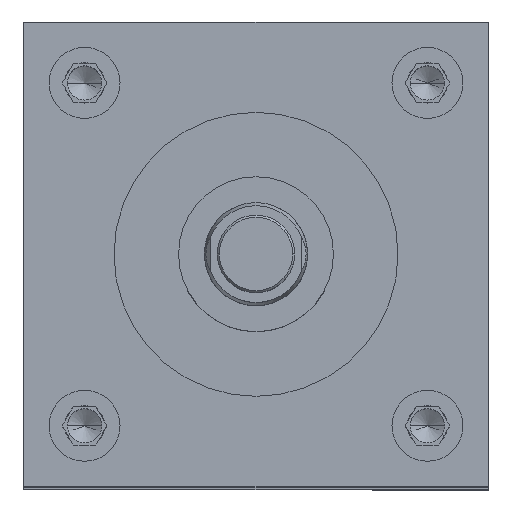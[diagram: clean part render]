
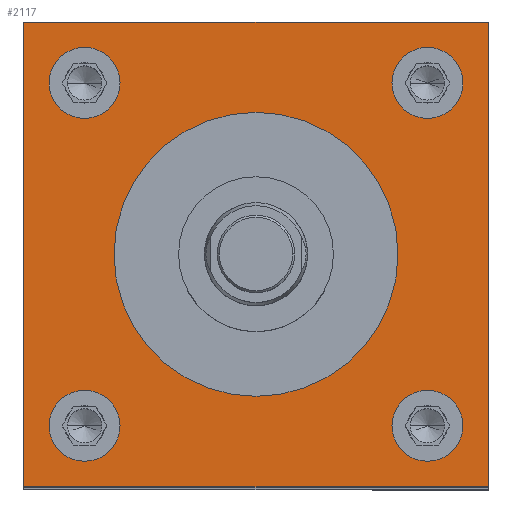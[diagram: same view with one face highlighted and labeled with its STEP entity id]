
A CAD part, top view. The second image highlights one B-rep face of the part: STEP entity #2117.
In plain terms, the highlighted planar face has unit normal (0, 0, 1).
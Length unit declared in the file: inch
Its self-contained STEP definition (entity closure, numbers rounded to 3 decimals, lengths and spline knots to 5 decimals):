
#8 = DIRECTION ( 'NONE',  ( 0., 0., 1. ) ) ;
#43 = EDGE_CURVE ( 'NONE', #2098, #4626, #5012, .T. ) ;
#63 = CARTESIAN_POINT ( 'NONE',  ( -2.25, -2.25, 18.25 ) ) ;
#78 = DIRECTION ( 'NONE',  ( 0., 0., 1. ) ) ;
#258 = EDGE_LOOP ( 'NONE', ( #935, #5765 ) ) ;
#293 = CARTESIAN_POINT ( 'NONE',  ( 1.66, 1.66, 18.25 ) ) ;
#321 = FACE_BOUND ( 'NONE', #258, .T. ) ;
#387 = CARTESIAN_POINT ( 'NONE',  ( -1.66, 1.66, 18.25 ) ) ;
#390 = DIRECTION ( 'NONE',  ( 1., 0., 0. ) ) ;
#458 = AXIS2_PLACEMENT_3D ( 'NONE', #6087, #5794, #1898 ) ;
#473 = DIRECTION ( 'NONE',  ( 0., 0., 1. ) ) ;
#621 = CARTESIAN_POINT ( 'NONE',  ( 1.66, -1.66, 18.25 ) ) ;
#689 = EDGE_LOOP ( 'NONE', ( #1255, #2829 ) ) ;
#715 = AXIS2_PLACEMENT_3D ( 'NONE', #1098, #3444, #4339 ) ;
#718 = AXIS2_PLACEMENT_3D ( 'NONE', #5559, #4975, #4617 ) ;
#765 = EDGE_CURVE ( 'NONE', #5662, #5910, #4816, .T. ) ;
#851 = ORIENTED_EDGE ( 'NONE', *, *, #765, .T. ) ;
#900 = VERTEX_POINT ( 'NONE', #3614 ) ;
#917 = VECTOR ( 'NONE', #2678, 39.37008 ) ;
#934 = VERTEX_POINT ( 'NONE', #3581 ) ;
#935 = ORIENTED_EDGE ( 'NONE', *, *, #1059, .F. ) ;
#957 = DIRECTION ( 'NONE',  ( 1., 0., 0. ) ) ;
#995 = AXIS2_PLACEMENT_3D ( 'NONE', #387, #8, #957 ) ;
#1019 = AXIS2_PLACEMENT_3D ( 'NONE', #3306, #2324, #2227 ) ;
#1059 = EDGE_CURVE ( 'NONE', #4626, #2098, #5842, .T. ) ;
#1069 = CARTESIAN_POINT ( 'NONE',  ( 1.375, 0., 18.25 ) ) ;
#1082 = CIRCLE ( 'NONE', #5533, 0.3435 ) ;
#1098 = CARTESIAN_POINT ( 'NONE',  ( 1.66, 1.66, 18.25 ) ) ;
#1122 = DIRECTION ( 'NONE',  ( 0., 0., 1. ) ) ;
#1155 = FACE_BOUND ( 'NONE', #3628, .T. ) ;
#1226 = DIRECTION ( 'NONE',  ( 1., 0., 0. ) ) ;
#1255 = ORIENTED_EDGE ( 'NONE', *, *, #3792, .F. ) ;
#1310 = VERTEX_POINT ( 'NONE', #2271 ) ;
#1320 = DIRECTION ( 'NONE',  ( 1., 0., 0. ) ) ;
#1338 = DIRECTION ( 'NONE',  ( 0., 0., 1. ) ) ;
#1385 = CARTESIAN_POINT ( 'NONE',  ( 2.25, -2.25, 18.25 ) ) ;
#1414 = CARTESIAN_POINT ( 'NONE',  ( -1.66, -1.66, 18.25 ) ) ;
#1417 = CARTESIAN_POINT ( 'NONE',  ( -2.25, -2.25, 18.25 ) ) ;
#1646 = EDGE_CURVE ( 'NONE', #934, #4058, #2649, .T. ) ;
#1708 = ORIENTED_EDGE ( 'NONE', *, *, #1646, .T. ) ;
#1742 = EDGE_CURVE ( 'NONE', #5910, #934, #4299, .T. ) ;
#1823 = AXIS2_PLACEMENT_3D ( 'NONE', #621, #2689, #1226 ) ;
#1846 = DIRECTION ( 'NONE',  ( 1., 0., 0. ) ) ;
#1875 = CARTESIAN_POINT ( 'NONE',  ( -1.3165, -1.66, 18.25 ) ) ;
#1898 = DIRECTION ( 'NONE',  ( -1., 0., 0. ) ) ;
#2098 = VERTEX_POINT ( 'NONE', #4036 ) ;
#2117 = ADVANCED_FACE ( 'NONE', ( #1155, #3742, #3171, #321, #4186, #6115 ), #4159, .F. ) ;
#2132 = CARTESIAN_POINT ( 'NONE',  ( -2.25, -2.25, 18.25 ) ) ;
#2152 = CARTESIAN_POINT ( 'NONE',  ( 1.3165, 1.66, 18.25 ) ) ;
#2193 = VERTEX_POINT ( 'NONE', #2434 ) ;
#2227 = DIRECTION ( 'NONE',  ( 1., 0., 0. ) ) ;
#2271 = CARTESIAN_POINT ( 'NONE',  ( 2.0035, -1.66, 18.25 ) ) ;
#2316 = ORIENTED_EDGE ( 'NONE', *, *, #4385, .F. ) ;
#2324 = DIRECTION ( 'NONE',  ( 0., 0., 1. ) ) ;
#2335 = CIRCLE ( 'NONE', #1823, 0.3435 ) ;
#2427 = ORIENTED_EDGE ( 'NONE', *, *, #1742, .T. ) ;
#2434 = CARTESIAN_POINT ( 'NONE',  ( 1.3165, -1.66, 18.25 ) ) ;
#2649 = LINE ( 'NONE', #2132, #917 ) ;
#2678 = DIRECTION ( 'NONE',  ( 0., -1., 0. ) ) ;
#2689 = DIRECTION ( 'NONE',  ( 0., 0., 1. ) ) ;
#2696 = ORIENTED_EDGE ( 'NONE', *, *, #5865, .F. ) ;
#2829 = ORIENTED_EDGE ( 'NONE', *, *, #4707, .F. ) ;
#2830 = VERTEX_POINT ( 'NONE', #5500 ) ;
#2835 = CARTESIAN_POINT ( 'NONE',  ( -2.25, 2.25, 18.25 ) ) ;
#2874 = EDGE_CURVE ( 'NONE', #4058, #5662, #5037, .T. ) ;
#2941 = CIRCLE ( 'NONE', #3863, 0.3435 ) ;
#3016 = DIRECTION ( 'NONE',  ( 0., 0., 1. ) ) ;
#3080 = DIRECTION ( 'NONE',  ( 1., 0., 0. ) ) ;
#3127 = VECTOR ( 'NONE', #5652, 39.37008 ) ;
#3171 = FACE_BOUND ( 'NONE', #4544, .T. ) ;
#3246 = CARTESIAN_POINT ( 'NONE',  ( 1.66, -1.66, 18.25 ) ) ;
#3306 = CARTESIAN_POINT ( 'NONE',  ( 0., 0., 18.25 ) ) ;
#3348 = CARTESIAN_POINT ( 'NONE',  ( -1.375, 0., 18.25 ) ) ;
#3395 = VECTOR ( 'NONE', #5261, 39.37008 ) ;
#3444 = DIRECTION ( 'NONE',  ( 0., 0., 1. ) ) ;
#3494 = CARTESIAN_POINT ( 'NONE',  ( 2.25, 2.25, 18.25 ) ) ;
#3568 = VERTEX_POINT ( 'NONE', #1875 ) ;
#3581 = CARTESIAN_POINT ( 'NONE',  ( -2.25, 2.25, 18.25 ) ) ;
#3614 = CARTESIAN_POINT ( 'NONE',  ( -2.0035, -1.66, 18.25 ) ) ;
#3628 = EDGE_LOOP ( 'NONE', ( #5226, #2696 ) ) ;
#3736 = EDGE_CURVE ( 'NONE', #1310, #2193, #2335, .T. ) ;
#3742 = FACE_BOUND ( 'NONE', #5518, .T. ) ;
#3772 = ORIENTED_EDGE ( 'NONE', *, *, #2874, .T. ) ;
#3792 = EDGE_CURVE ( 'NONE', #3931, #4303, #4466, .T. ) ;
#3799 = DIRECTION ( 'NONE',  ( 1., 0., 0. ) ) ;
#3809 = AXIS2_PLACEMENT_3D ( 'NONE', #3246, #1338, #390 ) ;
#3842 = EDGE_CURVE ( 'NONE', #900, #3568, #2941, .T. ) ;
#3863 = AXIS2_PLACEMENT_3D ( 'NONE', #1414, #473, #1320 ) ;
#3915 = ORIENTED_EDGE ( 'NONE', *, *, #4904, .F. ) ;
#3931 = VERTEX_POINT ( 'NONE', #1069 ) ;
#4036 = CARTESIAN_POINT ( 'NONE',  ( -2.0035, 1.66, 18.25 ) ) ;
#4058 = VERTEX_POINT ( 'NONE', #63 ) ;
#4076 = CARTESIAN_POINT ( 'NONE',  ( -1.3165, 1.66, 18.25 ) ) ;
#4156 = CIRCLE ( 'NONE', #718, 0.3435 ) ;
#4159 = PLANE ( 'NONE',  #458 ) ;
#4180 = CIRCLE ( 'NONE', #715, 0.3435 ) ;
#4186 = FACE_BOUND ( 'NONE', #689, .T. ) ;
#4299 = LINE ( 'NONE', #2835, #3127 ) ;
#4303 = VERTEX_POINT ( 'NONE', #3348 ) ;
#4339 = DIRECTION ( 'NONE',  ( 1., 0., 0. ) ) ;
#4385 = EDGE_CURVE ( 'NONE', #2830, #4959, #4180, .T. ) ;
#4452 = ORIENTED_EDGE ( 'NONE', *, *, #3842, .F. ) ;
#4466 = CIRCLE ( 'NONE', #6185, 1.375 ) ;
#4544 = EDGE_LOOP ( 'NONE', ( #5270, #4452 ) ) ;
#4579 = EDGE_CURVE ( 'NONE', #3568, #900, #4156, .T. ) ;
#4617 = DIRECTION ( 'NONE',  ( 1., 0., 0. ) ) ;
#4626 = VERTEX_POINT ( 'NONE', #4076 ) ;
#4707 = EDGE_CURVE ( 'NONE', #4303, #3931, #6177, .T. ) ;
#4792 = EDGE_LOOP ( 'NONE', ( #1708, #3772, #851, #2427 ) ) ;
#4816 = LINE ( 'NONE', #1385, #5537 ) ;
#4904 = EDGE_CURVE ( 'NONE', #4959, #2830, #1082, .T. ) ;
#4959 = VERTEX_POINT ( 'NONE', #2152 ) ;
#4975 = DIRECTION ( 'NONE',  ( 0., 0., 1. ) ) ;
#5012 = CIRCLE ( 'NONE', #5299, 0.3435 ) ;
#5031 = CARTESIAN_POINT ( 'NONE',  ( 2.25, -2.25, 18.25 ) ) ;
#5037 = LINE ( 'NONE', #1417, #3395 ) ;
#5226 = ORIENTED_EDGE ( 'NONE', *, *, #3736, .F. ) ;
#5257 = DIRECTION ( 'NONE',  ( 0., 1., 0. ) ) ;
#5261 = DIRECTION ( 'NONE',  ( 1., 0., 0. ) ) ;
#5270 = ORIENTED_EDGE ( 'NONE', *, *, #4579, .F. ) ;
#5299 = AXIS2_PLACEMENT_3D ( 'NONE', #6197, #78, #1846 ) ;
#5452 = CARTESIAN_POINT ( 'NONE',  ( 0., 0., 18.25 ) ) ;
#5500 = CARTESIAN_POINT ( 'NONE',  ( 2.0035, 1.66, 18.25 ) ) ;
#5518 = EDGE_LOOP ( 'NONE', ( #2316, #3915 ) ) ;
#5527 = CIRCLE ( 'NONE', #3809, 0.3435 ) ;
#5533 = AXIS2_PLACEMENT_3D ( 'NONE', #293, #3016, #3080 ) ;
#5537 = VECTOR ( 'NONE', #5257, 39.37008 ) ;
#5559 = CARTESIAN_POINT ( 'NONE',  ( -1.66, -1.66, 18.25 ) ) ;
#5652 = DIRECTION ( 'NONE',  ( -1., 0., 0. ) ) ;
#5662 = VERTEX_POINT ( 'NONE', #5031 ) ;
#5765 = ORIENTED_EDGE ( 'NONE', *, *, #43, .F. ) ;
#5794 = DIRECTION ( 'NONE',  ( 0., 0., -1. ) ) ;
#5842 = CIRCLE ( 'NONE', #995, 0.3435 ) ;
#5865 = EDGE_CURVE ( 'NONE', #2193, #1310, #5527, .T. ) ;
#5910 = VERTEX_POINT ( 'NONE', #3494 ) ;
#6087 = CARTESIAN_POINT ( 'NONE',  ( -2.25, 2.25, 18.25 ) ) ;
#6115 = FACE_OUTER_BOUND ( 'NONE', #4792, .T. ) ;
#6177 = CIRCLE ( 'NONE', #1019, 1.375 ) ;
#6185 = AXIS2_PLACEMENT_3D ( 'NONE', #5452, #1122, #3799 ) ;
#6197 = CARTESIAN_POINT ( 'NONE',  ( -1.66, 1.66, 18.25 ) ) ;
